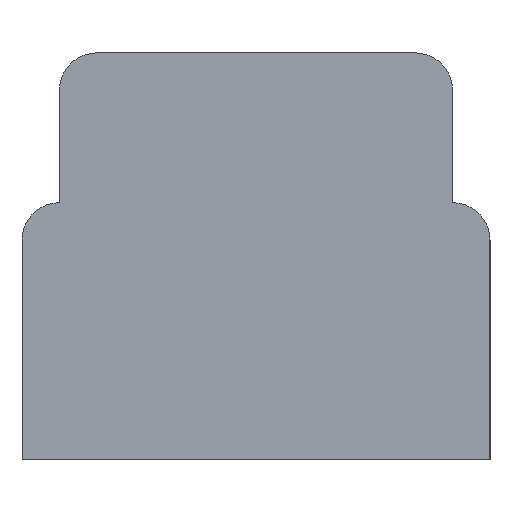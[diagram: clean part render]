
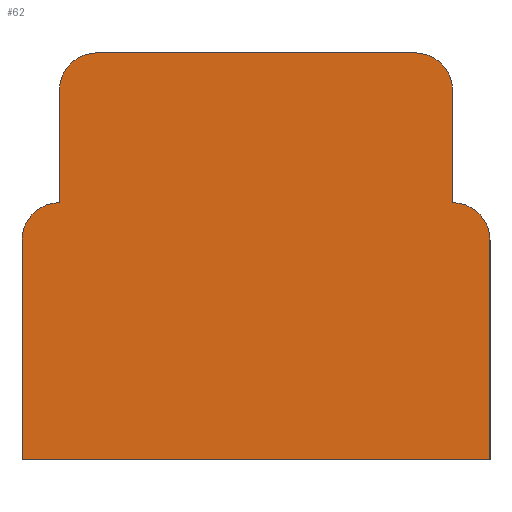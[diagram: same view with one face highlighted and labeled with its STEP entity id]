
A CAD part, left-side view. The second image highlights one B-rep face of the part: STEP entity #62.
In plain terms, the highlighted planar face has unit normal (-1, 0, 0).
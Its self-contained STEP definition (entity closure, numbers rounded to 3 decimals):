
#8 = CARTESIAN_POINT ( 'NONE',  ( -30.919, 22.834, 10.85 ) ) ;
#17 = CARTESIAN_POINT ( 'NONE',  ( -30.919, 14.334, 9.85 ) ) ;
#19 = FACE_OUTER_BOUND ( 'NONE', #168, .T. ) ;
#21 = ORIENTED_EDGE ( 'NONE', *, *, #209, .T. ) ;
#34 = DIRECTION ( 'NONE',  ( -1., 0., 0. ) ) ;
#40 = VERTEX_POINT ( 'NONE', #167 ) ;
#44 = EDGE_CURVE ( 'NONE', #210, #145, #183, .T. ) ;
#54 = CARTESIAN_POINT ( 'NONE',  ( -30.919, 12.334, 5.85 ) ) ;
#55 = AXIS2_PLACEMENT_3D ( 'NONE', #207, #330, #160 ) ;
#60 = VERTEX_POINT ( 'NONE', #125 ) ;
#62 = ADVANCED_FACE ( 'NONE', ( #19 ), #356, .F. ) ;
#82 = DIRECTION ( 'NONE',  ( 0., 0., -1. ) ) ;
#91 = VECTOR ( 'NONE', #382, 1000. ) ;
#94 = EDGE_CURVE ( 'NONE', #60, #198, #434, .T. ) ;
#100 = VERTEX_POINT ( 'NONE', #256 ) ;
#107 = AXIS2_PLACEMENT_3D ( 'NONE', #111, #182, #338 ) ;
#111 = CARTESIAN_POINT ( 'NONE',  ( -30.919, 13.334, 5.85 ) ) ;
#112 = EDGE_CURVE ( 'NONE', #100, #268, #131, .T. ) ;
#113 = CIRCLE ( 'NONE', #107, 1. ) ;
#120 = ORIENTED_EDGE ( 'NONE', *, *, #435, .T. ) ;
#125 = CARTESIAN_POINT ( 'NONE',  ( -30.919, 23.834, 9.85 ) ) ;
#129 = ORIENTED_EDGE ( 'NONE', *, *, #44, .T. ) ;
#131 = LINE ( 'NONE', #137, #175 ) ;
#137 = CARTESIAN_POINT ( 'NONE',  ( -30.919, 24.834, 0. ) ) ;
#143 = CARTESIAN_POINT ( 'NONE',  ( -30.919, 24.834, 6.85 ) ) ;
#145 = VERTEX_POINT ( 'NONE', #238 ) ;
#151 = DIRECTION ( 'NONE',  ( 0., 0., -1. ) ) ;
#153 = LINE ( 'NONE', #391, #202 ) ;
#159 = ORIENTED_EDGE ( 'NONE', *, *, #340, .T. ) ;
#160 = DIRECTION ( 'NONE',  ( 0., 0., -1. ) ) ;
#161 = VECTOR ( 'NONE', #295, 1000. ) ;
#162 = ORIENTED_EDGE ( 'NONE', *, *, #112, .T. ) ;
#167 = CARTESIAN_POINT ( 'NONE',  ( -30.919, 24.834, 5.85 ) ) ;
#168 = EDGE_LOOP ( 'NONE', ( #420, #129, #321, #21, #208, #120, #239, #162, #326, #159 ) ) ;
#169 = AXIS2_PLACEMENT_3D ( 'NONE', #329, #34, #174 ) ;
#170 = CIRCLE ( 'NONE', #334, 1. ) ;
#174 = DIRECTION ( 'NONE',  ( 0., 0., -1. ) ) ;
#175 = VECTOR ( 'NONE', #271, 1000. ) ;
#179 = CARTESIAN_POINT ( 'NONE',  ( -30.919, 13.334, 6.85 ) ) ;
#182 = DIRECTION ( 'NONE',  ( -1., 0., 0. ) ) ;
#183 = CIRCLE ( 'NONE', #374, 1. ) ;
#191 = LINE ( 'NONE', #260, #312 ) ;
#198 = VERTEX_POINT ( 'NONE', #368 ) ;
#200 = DIRECTION ( 'NONE',  ( 0., 0., -1. ) ) ;
#202 = VECTOR ( 'NONE', #427, 1000. ) ;
#207 = CARTESIAN_POINT ( 'NONE',  ( -30.919, 24.834, 6.85 ) ) ;
#208 = ORIENTED_EDGE ( 'NONE', *, *, #94, .T. ) ;
#209 = EDGE_CURVE ( 'NONE', #365, #60, #423, .T. ) ;
#210 = VERTEX_POINT ( 'NONE', #394 ) ;
#229 = CARTESIAN_POINT ( 'NONE',  ( -30.919, 23.834, 10.85 ) ) ;
#230 = DIRECTION ( 'NONE',  ( 0., 0., -1. ) ) ;
#238 = CARTESIAN_POINT ( 'NONE',  ( -30.919, 14.334, 10.85 ) ) ;
#239 = ORIENTED_EDGE ( 'NONE', *, *, #353, .T. ) ;
#240 = EDGE_CURVE ( 'NONE', #400, #268, #248, .T. ) ;
#247 = VECTOR ( 'NONE', #82, 1000. ) ;
#248 = LINE ( 'NONE', #373, #247 ) ;
#256 = CARTESIAN_POINT ( 'NONE',  ( -30.919, 24.834, 0. ) ) ;
#258 = CARTESIAN_POINT ( 'NONE',  ( -30.919, 23.834, 5.85 ) ) ;
#260 = CARTESIAN_POINT ( 'NONE',  ( -30.919, 13.334, 10.85 ) ) ;
#268 = VERTEX_POINT ( 'NONE', #281 ) ;
#271 = DIRECTION ( 'NONE',  ( 0., -1., 0. ) ) ;
#277 = VERTEX_POINT ( 'NONE', #179 ) ;
#281 = CARTESIAN_POINT ( 'NONE',  ( -30.919, 12.334, 0. ) ) ;
#295 = DIRECTION ( 'NONE',  ( 0., 0., -1. ) ) ;
#312 = VECTOR ( 'NONE', #151, 1000. ) ;
#321 = ORIENTED_EDGE ( 'NONE', *, *, #397, .F. ) ;
#322 = DIRECTION ( 'NONE',  ( -1., 0., 0. ) ) ;
#326 = ORIENTED_EDGE ( 'NONE', *, *, #240, .F. ) ;
#329 = CARTESIAN_POINT ( 'NONE',  ( -30.919, 22.834, 9.85 ) ) ;
#330 = DIRECTION ( 'NONE',  ( 1., 0., 0. ) ) ;
#334 = AXIS2_PLACEMENT_3D ( 'NONE', #258, #389, #230 ) ;
#338 = DIRECTION ( 'NONE',  ( 0., 0., -1. ) ) ;
#340 = EDGE_CURVE ( 'NONE', #400, #277, #113, .T. ) ;
#345 = LINE ( 'NONE', #143, #91 ) ;
#353 = EDGE_CURVE ( 'NONE', #40, #100, #345, .T. ) ;
#356 = PLANE ( 'NONE',  #55 ) ;
#365 = VERTEX_POINT ( 'NONE', #8 ) ;
#368 = CARTESIAN_POINT ( 'NONE',  ( -30.919, 23.834, 6.85 ) ) ;
#373 = CARTESIAN_POINT ( 'NONE',  ( -30.919, 12.334, 6.85 ) ) ;
#374 = AXIS2_PLACEMENT_3D ( 'NONE', #17, #322, #200 ) ;
#382 = DIRECTION ( 'NONE',  ( 0., 0., -1. ) ) ;
#388 = EDGE_CURVE ( 'NONE', #210, #277, #191, .T. ) ;
#389 = DIRECTION ( 'NONE',  ( -1., 0., 0. ) ) ;
#391 = CARTESIAN_POINT ( 'NONE',  ( -30.919, 23.834, 10.85 ) ) ;
#394 = CARTESIAN_POINT ( 'NONE',  ( -30.919, 13.334, 9.85 ) ) ;
#397 = EDGE_CURVE ( 'NONE', #365, #145, #153, .T. ) ;
#400 = VERTEX_POINT ( 'NONE', #54 ) ;
#420 = ORIENTED_EDGE ( 'NONE', *, *, #388, .F. ) ;
#423 = CIRCLE ( 'NONE', #169, 1. ) ;
#427 = DIRECTION ( 'NONE',  ( 0., -1., 0. ) ) ;
#434 = LINE ( 'NONE', #229, #161 ) ;
#435 = EDGE_CURVE ( 'NONE', #198, #40, #170, .T. ) ;
